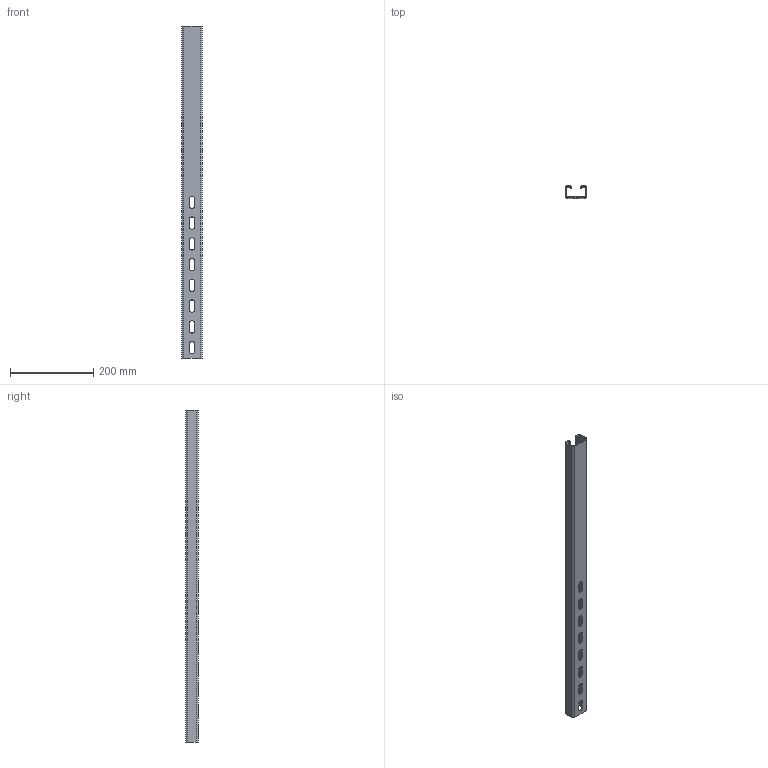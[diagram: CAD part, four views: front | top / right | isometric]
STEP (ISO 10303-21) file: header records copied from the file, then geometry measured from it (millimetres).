
FILE_DESCRIPTION (( 'STEP AP214' ), '1' );
FILE_NAME ('1121308.STEP', '2026-01-30T12:34:20', ( '' ), ( '' ), 'SwSTEP 2.0', 'SolidWorks 2024', '' );
FILE_SCHEMA (( 'AUTOMOTIVE_DESIGN' ));
Length unit declared in the file: millimetre
Products named in the file (1): 1121308
Bounding box: 50 x 30 x 800 mm (x, y, z)
Volume: 293882.1 mm3; surface area: 206478.2 mm2
Topology: 1 solids, 1 shells, 82 faces, 208 edges, 128 vertices
Faces by surface type: plane 58, cylinder 24
Entity records: 2479 total; most frequent: DIRECTION 422, CARTESIAN_POINT 419, ORIENTED_EDGE 416, EDGE_CURVE 208, LINE 160, VECTOR 160, AXIS2_PLACEMENT_3D 131, VERTEX_POINT 128
